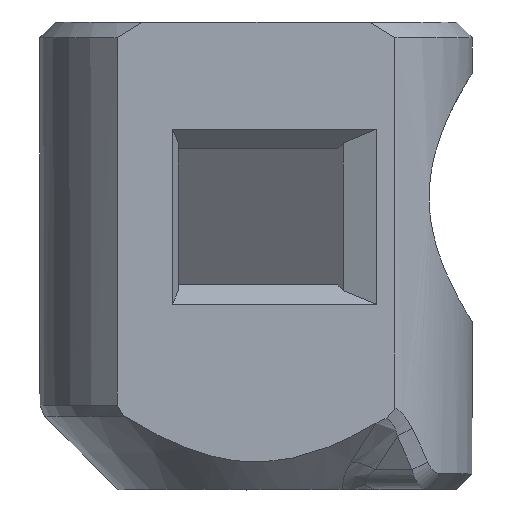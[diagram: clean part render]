
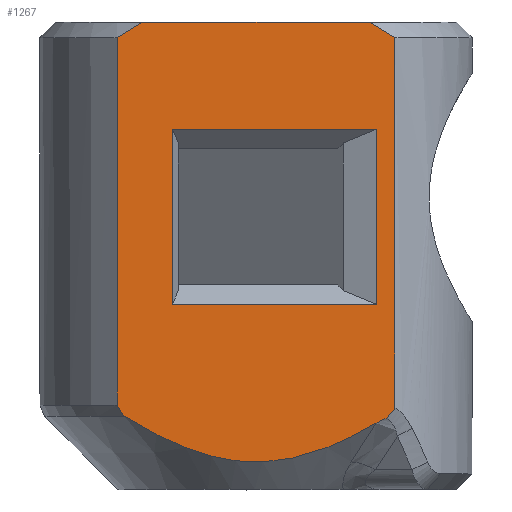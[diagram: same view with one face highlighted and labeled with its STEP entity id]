
A CAD part, top view. The second image highlights one B-rep face of the part: STEP entity #1267.
In plain terms, the highlighted planar face has unit normal (0, 0, 1).
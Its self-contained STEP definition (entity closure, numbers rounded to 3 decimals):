
#92=FACE_BOUND('',#236,.T.);
#98=B_SPLINE_CURVE_WITH_KNOTS('',3,(#1849,#1850,#1851,#1852,#1853,#1854),
 .UNSPECIFIED.,.F.,.F.,(4,2,4),(-0.032,-0.016,
0.),.UNSPECIFIED.);
#99=B_SPLINE_CURVE_WITH_KNOTS('',3,(#1856,#1857,#1858,#1859),
 .UNSPECIFIED.,.F.,.F.,(4,4),(0.,1.),.UNSPECIFIED.);
#138=(
BOUNDED_CURVE()
B_SPLINE_CURVE(2,(#1845,#1846,#1847),.UNSPECIFIED.,.F.,.F.)
B_SPLINE_CURVE_WITH_KNOTS((3,3),(1.167,2.934),
 .UNSPECIFIED.)
CURVE()
GEOMETRIC_REPRESENTATION_ITEM()
RATIONAL_B_SPLINE_CURVE((2.189,2.723,2.148))
REPRESENTATION_ITEM('')
);
#139=(
BOUNDED_CURVE()
B_SPLINE_CURVE(2,(#1863,#1864,#1865),.UNSPECIFIED.,.F.,.F.)
B_SPLINE_CURVE_WITH_KNOTS((3,3),(2.997,3.148),
 .UNSPECIFIED.)
CURVE()
GEOMETRIC_REPRESENTATION_ITEM()
RATIONAL_B_SPLINE_CURVE((2.308,2.265,2.214))
REPRESENTATION_ITEM('')
);
#140=(
BOUNDED_CURVE()
B_SPLINE_CURVE(2,(#1869,#1870,#1871),.UNSPECIFIED.,.F.,.F.)
B_SPLINE_CURVE_WITH_KNOTS((3,3),(1.144,1.295),
 .UNSPECIFIED.)
CURVE()
GEOMETRIC_REPRESENTATION_ITEM()
RATIONAL_B_SPLINE_CURVE((2.214,2.265,2.308))
REPRESENTATION_ITEM('')
);
#141=(
BOUNDED_CURVE()
B_SPLINE_CURVE(2,(#1874,#1875,#1876),.UNSPECIFIED.,.F.,.F.)
B_SPLINE_CURVE_WITH_KNOTS((3,3),(0.489,0.535),
 .UNSPECIFIED.)
CURVE()
GEOMETRIC_REPRESENTATION_ITEM()
RATIONAL_B_SPLINE_CURVE((1.073,1.075,1.076))
REPRESENTATION_ITEM('')
);
#158=FACE_OUTER_BOUND('',#235,.T.);
#235=EDGE_LOOP('',(#897,#898,#899,#900,#901,#902,#903,#904,#905));
#236=EDGE_LOOP('',(#906,#907,#908,#909));
#340=LINE('',#1836,#449);
#344=LINE('',#1861,#453);
#345=LINE('',#1867,#454);
#346=LINE('',#1873,#455);
#347=LINE('',#1878,#456);
#348=LINE('',#1880,#457);
#349=LINE('',#1881,#458);
#449=VECTOR('',#1514,10.);
#453=VECTOR('',#1520,1000.);
#454=VECTOR('',#1521,1000.);
#455=VECTOR('',#1522,1000.);
#456=VECTOR('',#1523,10.);
#457=VECTOR('',#1524,10.);
#458=VECTOR('',#1525,10.);
#546=VERTEX_POINT('',#1833);
#547=VERTEX_POINT('',#1835);
#550=VERTEX_POINT('',#1843);
#551=VERTEX_POINT('',#1844);
#552=VERTEX_POINT('',#1848);
#553=VERTEX_POINT('',#1855);
#554=VERTEX_POINT('',#1860);
#555=VERTEX_POINT('',#1862);
#556=VERTEX_POINT('',#1866);
#557=VERTEX_POINT('',#1868);
#558=VERTEX_POINT('',#1872);
#559=VERTEX_POINT('',#1877);
#560=VERTEX_POINT('',#1879);
#678=EDGE_CURVE('',#547,#546,#340,.T.);
#682=EDGE_CURVE('',#550,#551,#138,.T.);
#683=EDGE_CURVE('',#552,#550,#98,.T.);
#684=EDGE_CURVE('',#553,#552,#99,.T.);
#685=EDGE_CURVE('',#554,#553,#344,.T.);
#686=EDGE_CURVE('',#555,#554,#139,.T.);
#687=EDGE_CURVE('',#555,#556,#345,.T.);
#688=EDGE_CURVE('',#557,#556,#140,.T.);
#689=EDGE_CURVE('',#557,#558,#346,.T.);
#690=EDGE_CURVE('',#551,#558,#141,.T.);
#691=EDGE_CURVE('',#546,#559,#347,.T.);
#692=EDGE_CURVE('',#559,#560,#348,.T.);
#693=EDGE_CURVE('',#560,#547,#349,.T.);
#897=ORIENTED_EDGE('',*,*,#682,.F.);
#898=ORIENTED_EDGE('',*,*,#683,.F.);
#899=ORIENTED_EDGE('',*,*,#684,.F.);
#900=ORIENTED_EDGE('',*,*,#685,.F.);
#901=ORIENTED_EDGE('',*,*,#686,.F.);
#902=ORIENTED_EDGE('',*,*,#687,.T.);
#903=ORIENTED_EDGE('',*,*,#688,.F.);
#904=ORIENTED_EDGE('',*,*,#689,.T.);
#905=ORIENTED_EDGE('',*,*,#690,.F.);
#906=ORIENTED_EDGE('',*,*,#691,.T.);
#907=ORIENTED_EDGE('',*,*,#692,.T.);
#908=ORIENTED_EDGE('',*,*,#693,.T.);
#909=ORIENTED_EDGE('',*,*,#678,.T.);
#1229=PLANE('',#1358);
#1267=ADVANCED_FACE('',(#158,#92),#1229,.T.);
#1358=AXIS2_PLACEMENT_3D('',#1842,#1518,#1519);
#1514=DIRECTION('',(1.,0.,0.));
#1518=DIRECTION('center_axis',(0.,0.,
1.));
#1519=DIRECTION('ref_axis',(1.,0.,0.));
#1520=DIRECTION('',(0.,-1.,0.));
#1521=DIRECTION('',(-1.,0.,0.));
#1522=DIRECTION('',(0.,-1.,0.));
#1523=DIRECTION('',(0.,-1.,0.));
#1524=DIRECTION('',(-1.,0.,0.));
#1525=DIRECTION('',(0.,1.,0.));
#1833=CARTESIAN_POINT('',(-104.398,-105.75,-285.448));
#1835=CARTESIAN_POINT('',(-109.641,-105.75,-285.448));
#1836=CARTESIAN_POINT('',(-101.087,-105.75,-285.448));
#1842=CARTESIAN_POINT('Origin',(-103.931,-80.658,-285.448));
#1843=CARTESIAN_POINT('',(-104.42,-113.301,-285.448));
#1844=CARTESIAN_POINT('',(-110.88,-113.117,-285.448));
#1845=CARTESIAN_POINT('Ctrl Pts',(-104.42,-113.301,-285.448));
#1846=CARTESIAN_POINT('Ctrl Pts',(-107.594,-115.163,-285.448));
#1847=CARTESIAN_POINT('Ctrl Pts',(-110.88,-113.117,-285.448));
#1848=CARTESIAN_POINT('',(-104.13,-113.167,-285.448));
#1849=CARTESIAN_POINT('Ctrl Pts',(-104.13,-113.167,-285.448));
#1850=CARTESIAN_POINT('Ctrl Pts',(-104.179,-113.183,-285.448));
#1851=CARTESIAN_POINT('Ctrl Pts',(-104.227,-113.203,-285.448));
#1852=CARTESIAN_POINT('Ctrl Pts',(-104.323,-113.247,-285.448));
#1853=CARTESIAN_POINT('Ctrl Pts',(-104.372,-113.273,-285.448));
#1854=CARTESIAN_POINT('Ctrl Pts',(-104.42,-113.301,-285.448));
#1855=CARTESIAN_POINT('',(-103.931,-112.913,-285.448));
#1856=CARTESIAN_POINT('Ctrl Pts',(-103.931,-112.913,-285.448));
#1857=CARTESIAN_POINT('Ctrl Pts',(-104.006,-113.008,-285.448));
#1858=CARTESIAN_POINT('Ctrl Pts',(-104.073,-113.093,-285.448));
#1859=CARTESIAN_POINT('Ctrl Pts',(-104.13,-113.167,-285.448));
#1860=CARTESIAN_POINT('',(-103.931,-103.4,-285.448));
#1861=CARTESIAN_POINT('',(-103.931,-80.658,-285.448));
#1862=CARTESIAN_POINT('',(-104.592,-103.,-285.448));
#1863=CARTESIAN_POINT('Ctrl Pts',(-104.592,-103.,-285.448));
#1864=CARTESIAN_POINT('Ctrl Pts',(-104.274,-103.18,-285.448));
#1865=CARTESIAN_POINT('Ctrl Pts',(-103.931,-103.4,-285.448));
#1866=CARTESIAN_POINT('',(-110.405,-103.,-285.448));
#1867=CARTESIAN_POINT('',(-107.498,-103.,-285.448));
#1868=CARTESIAN_POINT('',(-111.066,-103.4,-285.448));
#1869=CARTESIAN_POINT('Ctrl Pts',(-111.066,-103.4,-285.448));
#1870=CARTESIAN_POINT('Ctrl Pts',(-110.723,-103.18,-285.448));
#1871=CARTESIAN_POINT('Ctrl Pts',(-110.405,-103.,-285.448));
#1872=CARTESIAN_POINT('',(-111.066,-112.834,-285.448));
#1873=CARTESIAN_POINT('',(-111.066,-80.658,-285.448));
#1874=CARTESIAN_POINT('Ctrl Pts',(-110.88,-113.117,-285.448));
#1875=CARTESIAN_POINT('Ctrl Pts',(-110.972,-112.98,-285.448));
#1876=CARTESIAN_POINT('Ctrl Pts',(-111.066,-112.834,-285.448));
#1877=CARTESIAN_POINT('',(-104.398,-110.25,-285.448));
#1878=CARTESIAN_POINT('',(-104.398,-87.681,-285.448));
#1879=CARTESIAN_POINT('',(-109.641,-110.25,-285.448));
#1880=CARTESIAN_POINT('',(-101.971,-110.25,-285.448));
#1881=CARTESIAN_POINT('',(-109.641,-87.056,-285.448));
